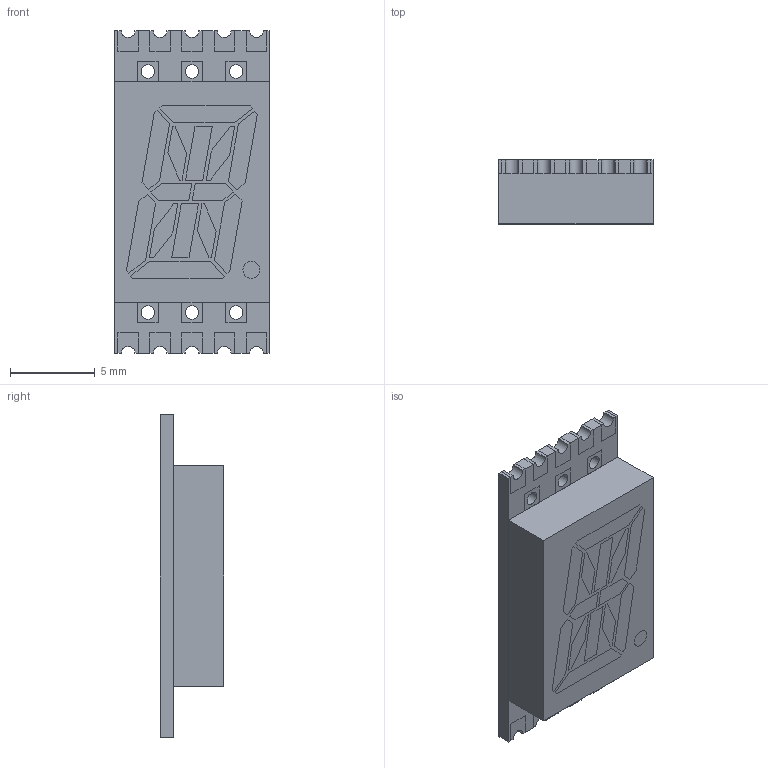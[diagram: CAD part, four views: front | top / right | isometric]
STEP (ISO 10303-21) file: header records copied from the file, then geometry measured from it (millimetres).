
FILE_DESCRIPTION(/* description */ ('STEP AP242','CAx-IF Rec.Pracs.---Representation and Presentation of Product Manufacturing Information (PMI)---4.0---2014-10-13','CAx-IF Rec.Pracs.---3D Tessellated Geometry---0.4---2014-09-14','2;1'),/* implementation_level */ '2;1');
FILE_NAME(/* name */ '63548edc9b5669072acc9d31',/* time_stamp */ '2022-10-23T00:46:22+00:00',/* author */ (''),/* organization */ (''),/* preprocessor_version */ 'ST-DEVELOPER v18.102',/* originating_system */ ' ',/* authorisation */ ' ');
FILE_SCHEMA (('AP242_MANAGED_MODEL_BASED_3D_ENGINEERING_MIM_LF { 1 0 10303 442 1 1 4 }'));
Length unit declared in the file: metre
Products named in the file (34): Assembly 1; pad; k; c; l; h; a; dp; j; b; e; p; g; m; d; digitBlock; n; f; pcb
Assembly tree (33 placements, depth 2):
  Assembly 1
    pad
    pad
    k
    pad
    pad
    pad
    pad
    pad
    c
    l
    h
    a
    dp
    pad
    j
    b
    e
    p
    pad
    pad
    g
    m
    pad
    d
    digitBlock
    pad
    n
    pad
    f
    pad
    pad
    pcb
    pad
Bounding box: 9.1 x 3.75 x 19 mm (x, y, z)
Volume: 482.9 mm3; surface area: 1084.2 mm2
Topology: 33 solids, 33 shells, 401 faces, 963 edges, 643 vertices
Faces by surface type: plane 383, cylinder 18
Full cylindrical faces by diameter (mm): 0.8 x6, 1 x2
Entity records: 12332 total; most frequent: CARTESIAN_POINT 2027, ORIENTED_EDGE 1904, DIRECTION 1858, EDGE_CURVE 952, LINE 916, VECTOR 916, VERTEX_POINT 640, AXIS2_PLACEMENT_3D 471
